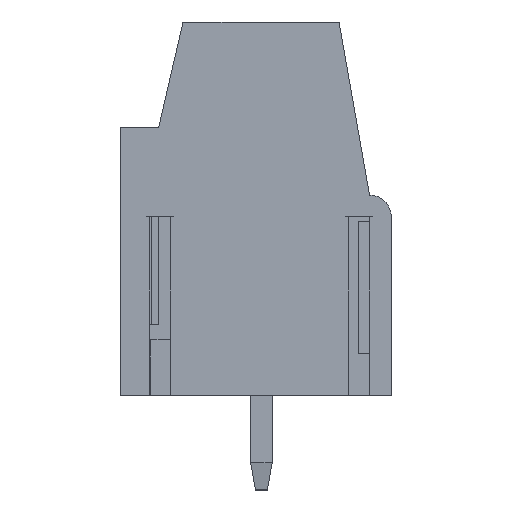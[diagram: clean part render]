
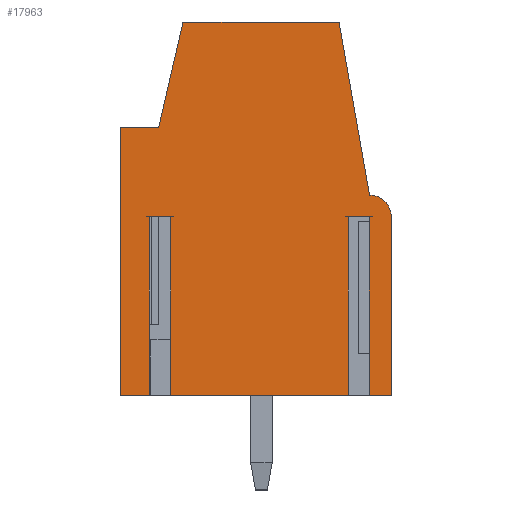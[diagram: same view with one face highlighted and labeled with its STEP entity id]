
A CAD part, left-side view. The second image highlights one B-rep face of the part: STEP entity #17963.
In plain terms, the highlighted planar face has unit normal (-1, 0, 0).
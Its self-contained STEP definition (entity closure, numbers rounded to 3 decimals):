
#17879=AXIS2_PLACEMENT_3D('Plane Axis2P3D',#17876,#17877,#17878) ;
#17909=AXIS2_PLACEMENT_3D('Circle Axis2P3D',#17907,#17908,$) ;
#16246=CARTESIAN_POINT('Vertex',(0.,10.,13.4)) ;
#16330=CARTESIAN_POINT('Vertex',(0.,10.,3.5)) ;
#16333=CARTESIAN_POINT('Line Origine',(0.,10.,8.45)) ;
#16392=CARTESIAN_POINT('Vertex',(0.,7.7,17.3)) ;
#16441=CARTESIAN_POINT('Vertex',(0.,8.6,13.4)) ;
#16444=CARTESIAN_POINT('Line Origine',(0.,8.15,15.35)) ;
#16523=CARTESIAN_POINT('Line Origine',(0.,9.3,13.4)) ;
#17266=CARTESIAN_POINT('Vertex',(0.,8.16,3.5)) ;
#17280=CARTESIAN_POINT('Vertex',(0.,8.94,3.5)) ;
#17283=CARTESIAN_POINT('Line Origine',(0.,9.47,3.5)) ;
#17330=CARTESIAN_POINT('Vertex',(0.,0.,3.5)) ;
#17333=CARTESIAN_POINT('Line Origine',(0.,0.405,3.5)) ;
#17337=CARTESIAN_POINT('Vertex',(0.,0.81,3.5)) ;
#17358=CARTESIAN_POINT('Vertex',(0.,1.59,3.5)) ;
#17361=CARTESIAN_POINT('Line Origine',(0.,4.875,3.5)) ;
#17876=CARTESIAN_POINT('Axis2P3D Location',(0.,10.,0.3)) ;
#17881=CARTESIAN_POINT('Line Origine',(0.,1.59,6.8)) ;
#17885=CARTESIAN_POINT('Vertex',(0.,1.59,10.1)) ;
#17888=CARTESIAN_POINT('Line Origine',(0.,1.2,10.1)) ;
#17892=CARTESIAN_POINT('Vertex',(0.,0.81,10.1)) ;
#17895=CARTESIAN_POINT('Line Origine',(0.,0.81,6.8)) ;
#17900=CARTESIAN_POINT('Line Origine',(0.,0.,6.8)) ;
#17904=CARTESIAN_POINT('Vertex',(0.,0.,10.1)) ;
#17907=CARTESIAN_POINT('Axis2P3D Location',(0.,0.8,10.1)) ;
#17911=CARTESIAN_POINT('Vertex',(0.,0.8,10.9)) ;
#17914=CARTESIAN_POINT('Line Origine',(0.,1.364,14.1)) ;
#17918=CARTESIAN_POINT('Vertex',(0.,1.928,17.3)) ;
#17921=CARTESIAN_POINT('Line Origine',(0.,4.814,17.3)) ;
#17926=CARTESIAN_POINT('Line Origine',(0.,8.94,6.8)) ;
#17930=CARTESIAN_POINT('Vertex',(0.,8.94,10.1)) ;
#17933=CARTESIAN_POINT('Line Origine',(0.,8.55,10.1)) ;
#17937=CARTESIAN_POINT('Vertex',(0.,8.16,10.1)) ;
#17940=CARTESIAN_POINT('Line Origine',(0.,8.16,6.8)) ;
#16334=DIRECTION('Vector Direction',(0.,0.,1.)) ;
#16445=DIRECTION('Vector Direction',(0.,-0.225,0.974)) ;
#16524=DIRECTION('Vector Direction',(0.,-1.,0.)) ;
#17284=DIRECTION('Vector Direction',(0.,-1.,0.)) ;
#17334=DIRECTION('Vector Direction',(0.,-1.,0.)) ;
#17362=DIRECTION('Vector Direction',(0.,-1.,0.)) ;
#17877=DIRECTION('Axis2P3D Direction',(1.,-0.,0.)) ;
#17878=DIRECTION('Axis2P3D XDirection',(0.,0.,-1.)) ;
#17882=DIRECTION('Vector Direction',(0.,0.,1.)) ;
#17889=DIRECTION('Vector Direction',(0.,1.,0.)) ;
#17896=DIRECTION('Vector Direction',(0.,0.,1.)) ;
#17901=DIRECTION('Vector Direction',(0.,0.,-1.)) ;
#17908=DIRECTION('Axis2P3D Direction',(1.,-0.,0.)) ;
#17915=DIRECTION('Vector Direction',(0.,-0.174,-0.985)) ;
#17922=DIRECTION('Vector Direction',(0.,-1.,0.)) ;
#17927=DIRECTION('Vector Direction',(0.,0.,1.)) ;
#17934=DIRECTION('Vector Direction',(0.,1.,0.)) ;
#17941=DIRECTION('Vector Direction',(0.,0.,1.)) ;
#16335=VECTOR('Line Direction',#16334,1.) ;
#16446=VECTOR('Line Direction',#16445,1.) ;
#16525=VECTOR('Line Direction',#16524,1.) ;
#17285=VECTOR('Line Direction',#17284,1.) ;
#17335=VECTOR('Line Direction',#17334,1.) ;
#17363=VECTOR('Line Direction',#17362,1.) ;
#17883=VECTOR('Line Direction',#17882,1.) ;
#17890=VECTOR('Line Direction',#17889,1.) ;
#17897=VECTOR('Line Direction',#17896,1.) ;
#17902=VECTOR('Line Direction',#17901,1.) ;
#17916=VECTOR('Line Direction',#17915,1.) ;
#17923=VECTOR('Line Direction',#17922,1.) ;
#17928=VECTOR('Line Direction',#17927,1.) ;
#17935=VECTOR('Line Direction',#17934,1.) ;
#17942=VECTOR('Line Direction',#17941,1.) ;
#17946=ORIENTED_EDGE('',*,*,#17887,.T.) ;
#17947=ORIENTED_EDGE('',*,*,#17894,.F.) ;
#17948=ORIENTED_EDGE('',*,*,#17899,.F.) ;
#17949=ORIENTED_EDGE('',*,*,#17339,.T.) ;
#17950=ORIENTED_EDGE('',*,*,#17906,.F.) ;
#17951=ORIENTED_EDGE('',*,*,#17913,.F.) ;
#17952=ORIENTED_EDGE('',*,*,#17920,.F.) ;
#17953=ORIENTED_EDGE('',*,*,#17925,.F.) ;
#17954=ORIENTED_EDGE('',*,*,#16448,.F.) ;
#17955=ORIENTED_EDGE('',*,*,#16527,.F.) ;
#17956=ORIENTED_EDGE('',*,*,#16337,.F.) ;
#17957=ORIENTED_EDGE('',*,*,#17287,.T.) ;
#17958=ORIENTED_EDGE('',*,*,#17932,.T.) ;
#17959=ORIENTED_EDGE('',*,*,#17939,.F.) ;
#17960=ORIENTED_EDGE('',*,*,#17944,.F.) ;
#17961=ORIENTED_EDGE('',*,*,#17365,.T.) ;
#17963=ADVANCED_FACE('3',(#17962),#17880,.F.) ;
#17910=CIRCLE('generated circle',#17909,0.8) ;
#16337=EDGE_CURVE('',#16331,#16247,#16336,.T.) ;
#16448=EDGE_CURVE('',#16442,#16393,#16447,.T.) ;
#16527=EDGE_CURVE('',#16247,#16442,#16526,.T.) ;
#17287=EDGE_CURVE('',#16331,#17281,#17286,.T.) ;
#17339=EDGE_CURVE('',#17338,#17331,#17336,.T.) ;
#17365=EDGE_CURVE('',#17267,#17359,#17364,.T.) ;
#17887=EDGE_CURVE('',#17359,#17886,#17884,.T.) ;
#17894=EDGE_CURVE('',#17893,#17886,#17891,.T.) ;
#17899=EDGE_CURVE('',#17338,#17893,#17898,.T.) ;
#17906=EDGE_CURVE('',#17905,#17331,#17903,.T.) ;
#17913=EDGE_CURVE('',#17912,#17905,#17910,.T.) ;
#17920=EDGE_CURVE('',#17919,#17912,#17917,.T.) ;
#17925=EDGE_CURVE('',#16393,#17919,#17924,.T.) ;
#17932=EDGE_CURVE('',#17281,#17931,#17929,.T.) ;
#17939=EDGE_CURVE('',#17938,#17931,#17936,.T.) ;
#17944=EDGE_CURVE('',#17267,#17938,#17943,.T.) ;
#17945=EDGE_LOOP('',(#17946,#17947,#17948,#17949,#17950,#17951,#17952,#17953,#17954,#17955,#17956,#17957,#17958,#17959,#17960,#17961)) ;
#17962=FACE_OUTER_BOUND('',#17945,.T.) ;
#16336=LINE('Line',#16333,#16335) ;
#16447=LINE('Line',#16444,#16446) ;
#16526=LINE('Line',#16523,#16525) ;
#17286=LINE('Line',#17283,#17285) ;
#17336=LINE('Line',#17333,#17335) ;
#17364=LINE('Line',#17361,#17363) ;
#17884=LINE('Line',#17881,#17883) ;
#17891=LINE('Line',#17888,#17890) ;
#17898=LINE('Line',#17895,#17897) ;
#17903=LINE('Line',#17900,#17902) ;
#17917=LINE('Line',#17914,#17916) ;
#17924=LINE('Line',#17921,#17923) ;
#17929=LINE('Line',#17926,#17928) ;
#17936=LINE('Line',#17933,#17935) ;
#17943=LINE('Line',#17940,#17942) ;
#17880=PLANE('',#17879) ;
#16247=VERTEX_POINT('',#16246) ;
#16331=VERTEX_POINT('',#16330) ;
#16393=VERTEX_POINT('',#16392) ;
#16442=VERTEX_POINT('',#16441) ;
#17267=VERTEX_POINT('',#17266) ;
#17281=VERTEX_POINT('',#17280) ;
#17331=VERTEX_POINT('',#17330) ;
#17338=VERTEX_POINT('',#17337) ;
#17359=VERTEX_POINT('',#17358) ;
#17886=VERTEX_POINT('',#17885) ;
#17893=VERTEX_POINT('',#17892) ;
#17905=VERTEX_POINT('',#17904) ;
#17912=VERTEX_POINT('',#17911) ;
#17919=VERTEX_POINT('',#17918) ;
#17931=VERTEX_POINT('',#17930) ;
#17938=VERTEX_POINT('',#17937) ;
